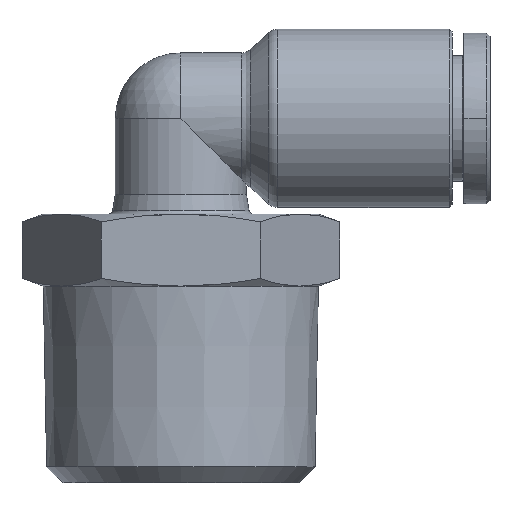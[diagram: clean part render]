
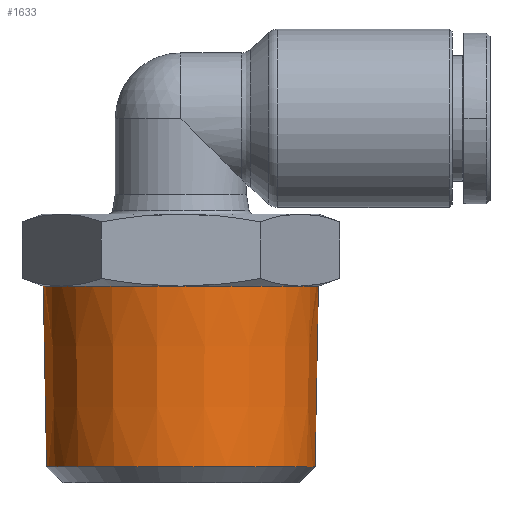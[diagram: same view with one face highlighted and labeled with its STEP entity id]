
A CAD part, front view. The second image highlights one B-rep face of the part: STEP entity #1633.
In plain terms, the highlighted conical face has half-angle 1.06 degrees and reference radius 10.361 mm.
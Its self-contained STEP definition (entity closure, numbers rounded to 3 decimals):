
#1496=CARTESIAN_POINT('',(-17.972,0.,-12.8));
#1497=VERTEX_POINT('',#1496);
#1534=CARTESIAN_POINT('',(3.028,0.,-12.8));
#1535=VERTEX_POINT('',#1534);
#1569=CARTESIAN_POINT('',(-7.472,0.,-20.3));
#1570=DIRECTION('',(0.,0.,1.0));
#1571=DIRECTION('',(1.0,0.0,0.0));
#1572=AXIS2_PLACEMENT_3D('',#1569,#1570,#1571);
#1573=CONICAL_SURFACE('',#1572,10.361,1.06);
#1574=CARTESIAN_POINT('',(2.772,0.,-26.6));
#1575=VERTEX_POINT('',#1574);
#1576=CARTESIAN_POINT('',(3.028,0.,-12.8));
#1577=DIRECTION('',(-0.018,0.,-1.));
#1578=VECTOR('',#1577,13.803);
#1579=LINE('',#1576,#1578);
#1580=EDGE_CURVE('',#1535,#1575,#1579,.T.);
#1581=ORIENTED_EDGE('',*,*,#1580,.F.);
#1582=CARTESIAN_POINT('',(1.621,-5.25,-12.8));
#1583=VERTEX_POINT('',#1582);
#1584=CARTESIAN_POINT('',(-7.472,0.,-12.8));
#1585=DIRECTION('',(0.0,0.0,-1.0));
#1586=DIRECTION('',(1.0,0.0,0.0));
#1587=AXIS2_PLACEMENT_3D('',#1584,#1585,#1586);
#1588=CIRCLE('',#1587,10.5);
#1589=EDGE_CURVE('',#1535,#1583,#1588,.T.);
#1590=ORIENTED_EDGE('',*,*,#1589,.T.);
#1591=CARTESIAN_POINT('',(-7.472,-10.5,-12.8));
#1592=VERTEX_POINT('',#1591);
#1593=CARTESIAN_POINT('',(-7.472,0.,-12.8));
#1594=DIRECTION('',(0.0,0.0,-1.0));
#1595=DIRECTION('',(1.0,0.0,0.0));
#1596=AXIS2_PLACEMENT_3D('',#1593,#1594,#1595);
#1597=CIRCLE('',#1596,10.5);
#1598=EDGE_CURVE('',#1583,#1592,#1597,.T.);
#1599=ORIENTED_EDGE('',*,*,#1598,.T.);
#1600=CARTESIAN_POINT('',(-16.566,-5.25,-12.8));
#1601=VERTEX_POINT('',#1600);
#1602=CARTESIAN_POINT('',(-7.472,0.,-12.8));
#1603=DIRECTION('',(0.0,0.0,-1.0));
#1604=DIRECTION('',(1.0,0.0,0.0));
#1605=AXIS2_PLACEMENT_3D('',#1602,#1603,#1604);
#1606=CIRCLE('',#1605,10.5);
#1607=EDGE_CURVE('',#1592,#1601,#1606,.T.);
#1608=ORIENTED_EDGE('',*,*,#1607,.T.);
#1609=CARTESIAN_POINT('',(-7.472,0.,-12.8));
#1610=DIRECTION('',(0.0,0.0,-1.0));
#1611=DIRECTION('',(1.0,0.0,0.0));
#1612=AXIS2_PLACEMENT_3D('',#1609,#1610,#1611);
#1613=CIRCLE('',#1612,10.5);
#1614=EDGE_CURVE('',#1601,#1497,#1613,.T.);
#1615=ORIENTED_EDGE('',*,*,#1614,.T.);
#1616=CARTESIAN_POINT('',(-17.717,0.,-26.6));
#1617=VERTEX_POINT('',#1616);
#1618=CARTESIAN_POINT('',(-17.717,0.,-26.6));
#1619=DIRECTION('',(-0.018,0.,1.));
#1620=VECTOR('',#1619,13.803);
#1621=LINE('',#1618,#1620);
#1622=EDGE_CURVE('',#1617,#1497,#1621,.T.);
#1623=ORIENTED_EDGE('',*,*,#1622,.F.);
#1624=CARTESIAN_POINT('',(-7.472,0.,-26.6));
#1625=DIRECTION('',(0.0,0.0,-1.0));
#1626=DIRECTION('',(-1.0,0.0,0.0));
#1627=AXIS2_PLACEMENT_3D('',#1624,#1625,#1626);
#1628=CIRCLE('',#1627,10.245);
#1629=EDGE_CURVE('',#1575,#1617,#1628,.T.);
#1630=ORIENTED_EDGE('',*,*,#1629,.F.);
#1631=EDGE_LOOP('',(#1581,#1590,#1599,#1608,#1615,#1623,#1630));
#1632=FACE_OUTER_BOUND('',#1631,.T.);
#1633=ADVANCED_FACE('',(#1632),#1573,.T.);
